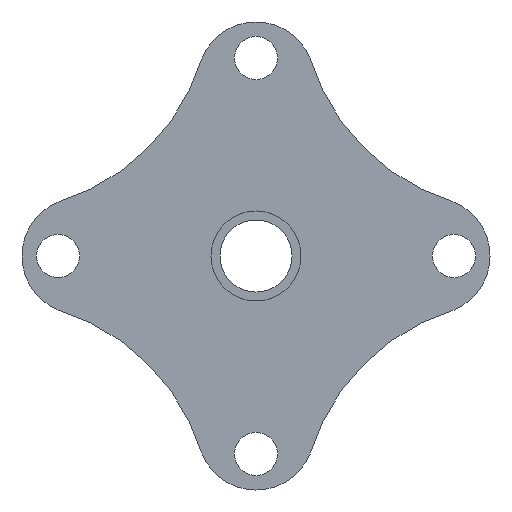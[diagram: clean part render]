
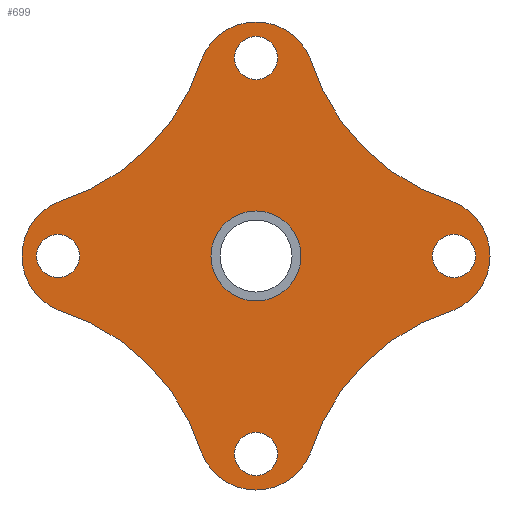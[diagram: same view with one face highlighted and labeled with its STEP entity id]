
A CAD part, left-side view. The second image highlights one B-rep face of the part: STEP entity #699.
In plain terms, the highlighted planar face has unit normal (-1, 0, 0).
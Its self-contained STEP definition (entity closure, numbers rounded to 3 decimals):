
#130=FACE_BOUND('',#220,.T.);
#131=FACE_BOUND('',#221,.T.);
#132=FACE_BOUND('',#222,.T.);
#133=FACE_BOUND('',#223,.T.);
#134=FACE_BOUND('',#224,.T.);
#166=FACE_OUTER_BOUND('',#219,.T.);
#219=EDGE_LOOP('',(#572,#573,#574,#575,#576,#577,#578,#579));
#220=EDGE_LOOP('',(#580));
#221=EDGE_LOOP('',(#581));
#222=EDGE_LOOP('',(#582));
#223=EDGE_LOOP('',(#583));
#224=EDGE_LOOP('',(#584));
#283=CIRCLE('',#771,12.5);
#285=CIRCLE('',#774,6.);
#287=CIRCLE('',#777,6.);
#289=CIRCLE('',#780,6.);
#291=CIRCLE('',#783,6.);
#294=CIRCLE('',#787,60.104);
#296=CIRCLE('',#790,16.25);
#298=CIRCLE('',#793,60.104);
#300=CIRCLE('',#796,16.25);
#302=CIRCLE('',#799,60.104);
#304=CIRCLE('',#802,16.25);
#306=CIRCLE('',#805,60.104);
#308=CIRCLE('',#808,16.25);
#346=VERTEX_POINT('',#1156);
#348=VERTEX_POINT('',#1162);
#350=VERTEX_POINT('',#1168);
#352=VERTEX_POINT('',#1174);
#354=VERTEX_POINT('',#1180);
#358=VERTEX_POINT('',#1189);
#359=VERTEX_POINT('',#1191);
#361=VERTEX_POINT('',#1197);
#363=VERTEX_POINT('',#1203);
#365=VERTEX_POINT('',#1209);
#367=VERTEX_POINT('',#1215);
#369=VERTEX_POINT('',#1221);
#371=VERTEX_POINT('',#1227);
#415=EDGE_CURVE('',#346,#346,#283,.T.);
#418=EDGE_CURVE('',#348,#348,#285,.T.);
#421=EDGE_CURVE('',#350,#350,#287,.T.);
#424=EDGE_CURVE('',#352,#352,#289,.T.);
#427=EDGE_CURVE('',#354,#354,#291,.T.);
#432=EDGE_CURVE('',#358,#359,#294,.T.);
#436=EDGE_CURVE('',#361,#358,#296,.T.);
#439=EDGE_CURVE('',#363,#361,#298,.T.);
#442=EDGE_CURVE('',#365,#363,#300,.T.);
#445=EDGE_CURVE('',#367,#365,#302,.T.);
#448=EDGE_CURVE('',#369,#367,#304,.T.);
#451=EDGE_CURVE('',#371,#369,#306,.T.);
#453=EDGE_CURVE('',#359,#371,#308,.T.);
#572=ORIENTED_EDGE('',*,*,#453,.F.);
#573=ORIENTED_EDGE('',*,*,#432,.F.);
#574=ORIENTED_EDGE('',*,*,#436,.F.);
#575=ORIENTED_EDGE('',*,*,#439,.F.);
#576=ORIENTED_EDGE('',*,*,#442,.F.);
#577=ORIENTED_EDGE('',*,*,#445,.F.);
#578=ORIENTED_EDGE('',*,*,#448,.F.);
#579=ORIENTED_EDGE('',*,*,#451,.F.);
#580=ORIENTED_EDGE('',*,*,#415,.F.);
#581=ORIENTED_EDGE('',*,*,#427,.F.);
#582=ORIENTED_EDGE('',*,*,#424,.F.);
#583=ORIENTED_EDGE('',*,*,#421,.F.);
#584=ORIENTED_EDGE('',*,*,#418,.F.);
#667=PLANE('',#809);
#699=ADVANCED_FACE('',(#166,#130,#131,#132,#133,#134),#667,.F.);
#771=AXIS2_PLACEMENT_3D('',#1157,#921,#922);
#774=AXIS2_PLACEMENT_3D('',#1163,#928,#929);
#777=AXIS2_PLACEMENT_3D('',#1169,#935,#936);
#780=AXIS2_PLACEMENT_3D('',#1175,#942,#943);
#783=AXIS2_PLACEMENT_3D('',#1181,#949,#950);
#787=AXIS2_PLACEMENT_3D('',#1192,#959,#960);
#790=AXIS2_PLACEMENT_3D('',#1199,#967,#968);
#793=AXIS2_PLACEMENT_3D('',#1205,#974,#975);
#796=AXIS2_PLACEMENT_3D('',#1211,#981,#982);
#799=AXIS2_PLACEMENT_3D('',#1217,#988,#989);
#802=AXIS2_PLACEMENT_3D('',#1223,#995,#996);
#805=AXIS2_PLACEMENT_3D('',#1229,#1002,#1003);
#808=AXIS2_PLACEMENT_3D('',#1232,#1008,#1009);
#809=AXIS2_PLACEMENT_3D('',#1233,#1010,#1011);
#921=DIRECTION('center_axis',(-1.,0.,0.));
#922=DIRECTION('ref_axis',(0.,-1.,0.));
#928=DIRECTION('center_axis',(-1.,0.,0.));
#929=DIRECTION('ref_axis',(0.,-1.,0.));
#935=DIRECTION('center_axis',(-1.,0.,0.));
#936=DIRECTION('ref_axis',(0.,-1.,0.));
#942=DIRECTION('center_axis',(-1.,0.,0.));
#943=DIRECTION('ref_axis',(0.,-1.,0.));
#949=DIRECTION('center_axis',(-1.,0.,0.));
#950=DIRECTION('ref_axis',(0.,-1.,0.));
#959=DIRECTION('center_axis',(-1.,0.,0.));
#960=DIRECTION('ref_axis',(0.,-0.291,0.957));
#967=DIRECTION('center_axis',(1.,0.,0.));
#968=DIRECTION('ref_axis',(0.,-0.923,-0.385));
#974=DIRECTION('center_axis',(-1.,0.,0.));
#975=DIRECTION('ref_axis',(0.,0.957,0.291));
#981=DIRECTION('center_axis',(1.,0.,0.));
#982=DIRECTION('ref_axis',(0.,-0.385,0.923));
#988=DIRECTION('center_axis',(-1.,0.,0.));
#989=DIRECTION('ref_axis',(0.,0.291,-0.957));
#995=DIRECTION('center_axis',(1.,0.,0.));
#996=DIRECTION('ref_axis',(0.,0.923,0.385));
#1002=DIRECTION('center_axis',(-1.,0.,0.));
#1003=DIRECTION('ref_axis',(0.,-0.957,-0.291));
#1008=DIRECTION('center_axis',(1.,0.,0.));
#1009=DIRECTION('ref_axis',(0.,0.385,-0.923));
#1010=DIRECTION('center_axis',(1.,0.,0.));
#1011=DIRECTION('ref_axis',(0.,-1.,0.));
#1156=CARTESIAN_POINT('',(-30.,12.5,0.));
#1157=CARTESIAN_POINT('Origin',(-30.,0.,0.));
#1162=CARTESIAN_POINT('',(-30.,-49.,0.));
#1163=CARTESIAN_POINT('Origin',(-30.,-55.,0.));
#1168=CARTESIAN_POINT('',(-30.,61.,0.));
#1169=CARTESIAN_POINT('Origin',(-30.,55.,0.));
#1174=CARTESIAN_POINT('',(-30.,6.,55.));
#1175=CARTESIAN_POINT('Origin',(-30.,0.,55.));
#1180=CARTESIAN_POINT('',(-30.,6.,-55.));
#1181=CARTESIAN_POINT('Origin',(-30.,0.,-55.));
#1189=CARTESIAN_POINT('',(-30.,15.,-55.));
#1191=CARTESIAN_POINT('',(-30.,55.,-15.));
#1192=CARTESIAN_POINT('Origin',(-30.,72.5,-72.5));
#1197=CARTESIAN_POINT('',(-30.,-15.,-55.));
#1199=CARTESIAN_POINT('Origin',(-30.,0.,-48.75));
#1203=CARTESIAN_POINT('',(-30.,-55.,-15.));
#1205=CARTESIAN_POINT('Origin',(-30.,-72.5,-72.5));
#1209=CARTESIAN_POINT('',(-30.,-55.,15.));
#1211=CARTESIAN_POINT('Origin',(-30.,-48.75,0.));
#1215=CARTESIAN_POINT('',(-30.,-15.,55.));
#1217=CARTESIAN_POINT('Origin',(-30.,-72.5,72.5));
#1221=CARTESIAN_POINT('',(-30.,15.,55.));
#1223=CARTESIAN_POINT('Origin',(-30.,0.,48.75));
#1227=CARTESIAN_POINT('',(-30.,55.,15.));
#1229=CARTESIAN_POINT('Origin',(-30.,72.5,72.5));
#1232=CARTESIAN_POINT('Origin',(-30.,48.75,0.));
#1233=CARTESIAN_POINT('Origin',(-30.,0.,0.));
